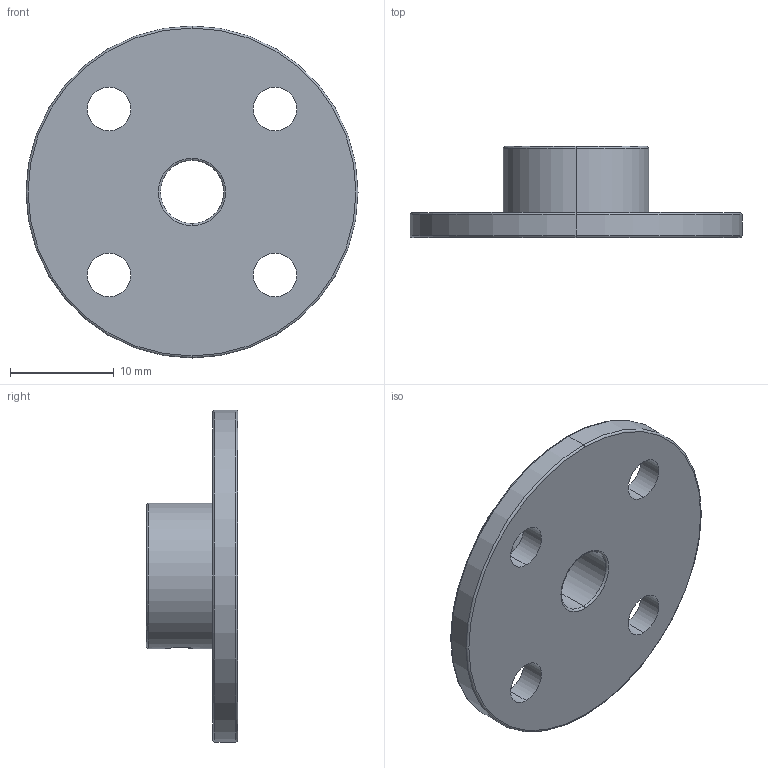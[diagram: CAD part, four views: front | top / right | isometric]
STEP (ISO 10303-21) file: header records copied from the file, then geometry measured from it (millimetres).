
FILE_DESCRIPTION (( 'STEP AP214' ), '1' );
FILE_NAME ('08-0013.step', '2020-04-06T07:09:36', ( '' ), ( '' ), 'SwSTEP 2.0', 'SolidWorks 2020', '' );
FILE_SCHEMA (( 'AUTOMOTIVE_DESIGN' ));
Length unit declared in the file: millimetre
Products named in the file (1): 08-0013
Bounding box: 32 x 8.8 x 32 mm (x, y, z)
Volume: 2499.9 mm3; surface area: 2277.4 mm2
Topology: 1 solids, 1 shells, 50 faces, 137 edges, 88 vertices
Faces by surface type: cylinder 32, torus 10, bspline 5, plane 3
Entity records: 4382 total; most frequent: CARTESIAN_POINT 3184, ORIENTED_EDGE 274, DIRECTION 220, EDGE_CURVE 137, AXIS2_PLACEMENT_3D 94, VERTEX_POINT 88, EDGE_LOOP 61, ADVANCED_FACE 50
